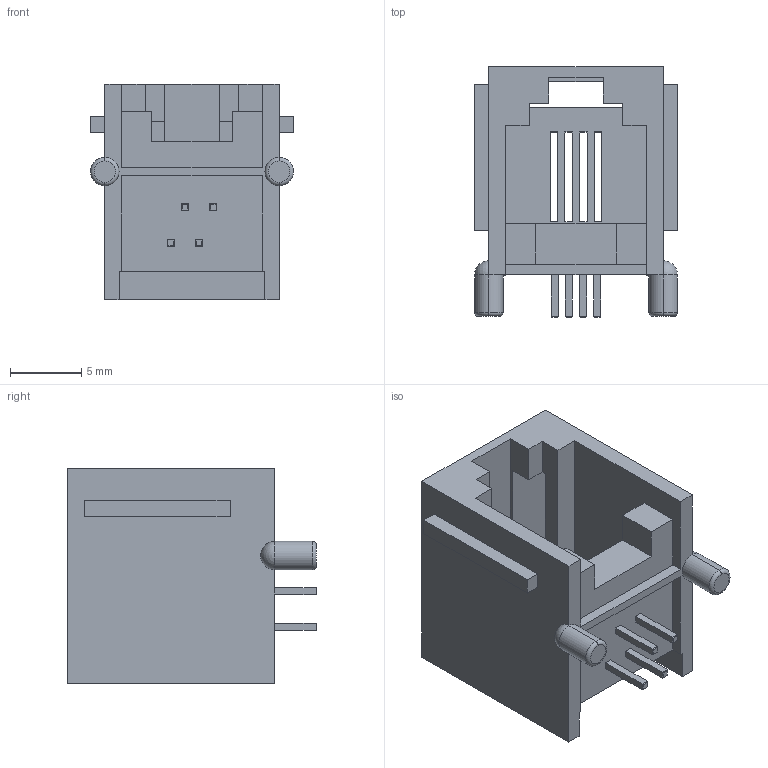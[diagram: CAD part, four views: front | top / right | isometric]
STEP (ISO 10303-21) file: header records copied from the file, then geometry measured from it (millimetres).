
FILE_DESCRIPTION (( 'STEP AP214' ), '1' );
FILE_NAME ('RJ9 4P4C (#C026).STEP', '2019-09-24T19:36:26', ( '' ), ( '' ), 'SwSTEP 2.0', 'SolidWorks 2019', '' );
FILE_SCHEMA (( 'AUTOMOTIVE_DESIGN' ));
Length unit declared in the file: millimetre
Products named in the file (1): RJ9 4P4C (#C026)
Bounding box: 14.25 x 17.55 x 15.13 mm (x, y, z)
Volume: 1278.8 mm3; surface area: 2033.1 mm2
Topology: 1 solids, 1 shells, 119 faces, 312 edges, 198 vertices
Faces by surface type: plane 109, torus 4, cylinder 4, sphere 2
Entity records: 3986 total; most frequent: CARTESIAN_POINT 624, ORIENTED_EDGE 616, DIRECTION 566, EDGE_CURVE 308, LINE 290, VECTOR 290, VERTEX_POINT 196, AXIS2_PLACEMENT_3D 138
